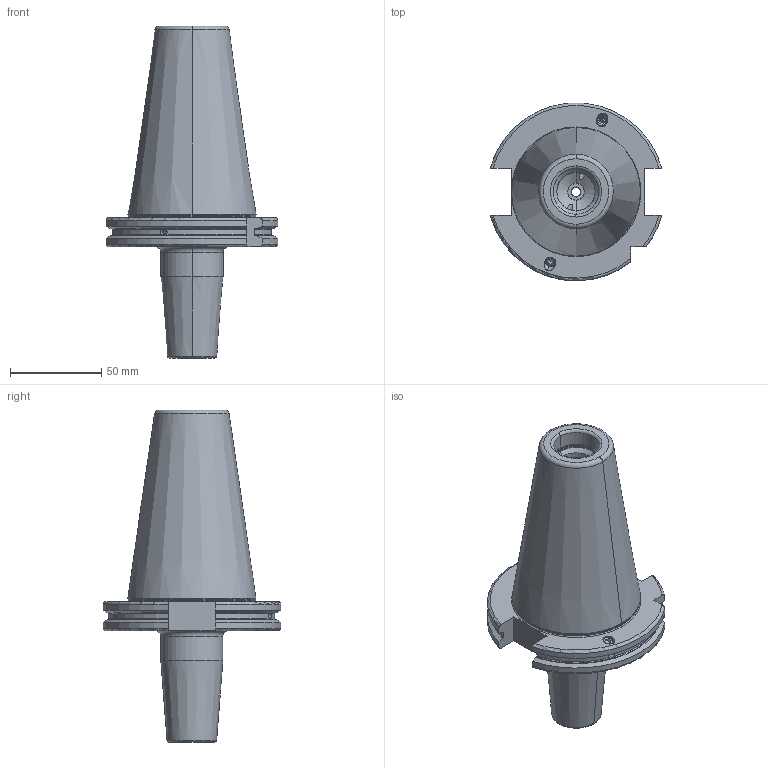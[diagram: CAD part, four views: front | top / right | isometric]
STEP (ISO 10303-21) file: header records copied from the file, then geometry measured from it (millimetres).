
FILE_DESCRIPTION((''),'2;1');
FILE_NAME('503_71_14_K','2020-09-01T',('104091'),(''),'CREO PARAMETRIC BY PTC INC, 2016260','CREO PARAMETRIC BY PTC INC, 2016260','');
FILE_SCHEMA(('CONFIG_CONTROL_DESIGN'));
Length unit declared in the file: millimetre
Products named in the file (1): 503_71_14_K
Bounding box: 94.05 x 97.31 x 181.75 mm (x, y, z)
Volume: 361584.5 mm3; surface area: 52844.2 mm2
Topology: 1 solids, 1 shells, 234 faces, 571 edges, 344 vertices
Faces by surface type: plane 75, cylinder 69, cone 58, torus 32
Entity records: 7470 total; most frequent: CARTESIAN_POINT 1986, DIRECTION 1158, ORIENTED_EDGE 1130, EDGE_CURVE 565, AXIS2_PLACEMENT_3D 452, VERTEX_POINT 344, VECTOR 254, LINE 254
